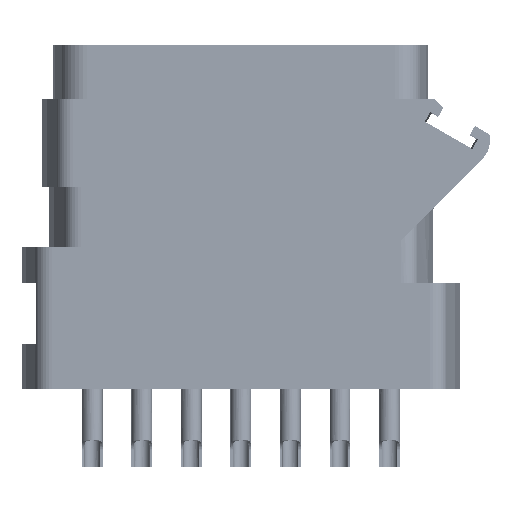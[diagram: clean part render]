
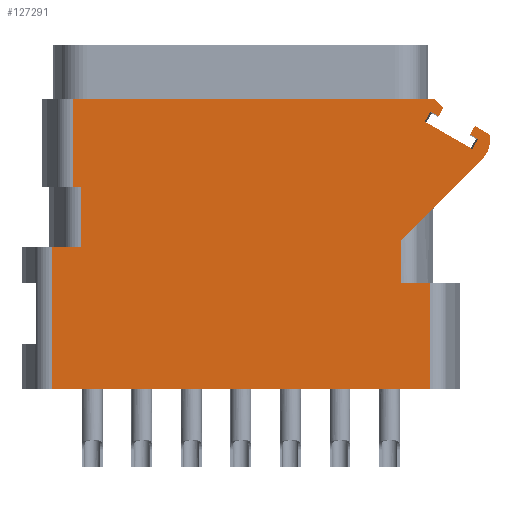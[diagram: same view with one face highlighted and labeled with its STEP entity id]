
A CAD part, front view. The second image highlights one B-rep face of the part: STEP entity #127291.
In plain terms, the highlighted planar face has unit normal (0, -1, 0).
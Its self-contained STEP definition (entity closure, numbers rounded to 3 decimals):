
#1=DIRECTION('',(1.,0.,0.));
#2=VECTOR('',#1,21.35);
#3=CARTESIAN_POINT('',(-10.675,-5.,0.));
#4=LINE('',#3,#2);
#19=DIRECTION('',(0.,0.,-1.));
#20=VECTOR('',#19,8.);
#21=CARTESIAN_POINT('',(-10.675,-5.,8.));
#22=LINE('',#21,#20);
#55=DIRECTION('',(0.866,0.,-0.5));
#56=VECTOR('',#55,0.525);
#57=CARTESIAN_POINT('',(10.725,-5.,15.663));
#58=LINE('',#57,#56);
#59=DIRECTION('',(-0.866,0.,0.5));
#60=VECTOR('',#59,3.1);
#61=CARTESIAN_POINT('',(13.085,-5.,13.55));
#62=LINE('',#61,#60);
#63=DIRECTION('',(0.866,0.,-0.5));
#64=VECTOR('',#63,0.525);
#65=CARTESIAN_POINT('',(12.955,-5.,14.375));
#66=LINE('',#65,#64);
#67=DIRECTION('',(-0.5,0.,-0.866));
#68=VECTOR('',#67,0.55);
#69=CARTESIAN_POINT('',(13.23,-5.,14.852));
#70=LINE('',#69,#68);
#71=DIRECTION('',(-0.866,0.,0.5));
#72=VECTOR('',#71,0.947);
#73=CARTESIAN_POINT('',(14.05,-5.,14.378));
#74=LINE('',#73,#72);
#75=CARTESIAN_POINT('',(12.588,-5.,14.043));
#76=DIRECTION('',(0.,-1.,0.));
#77=DIRECTION('',(0.707,0.,-0.707));
#78=AXIS2_PLACEMENT_3D('',#75,#76,#77);
#80=DIRECTION('',(1.,0.,0.));
#81=VECTOR('',#80,20.392);
#82=CARTESIAN_POINT('',(-9.492,-5.,16.4));
#83=LINE('',#82,#81);
#84=DIRECTION('',(-0.727,0.,0.686));
#85=VECTOR('',#84,0.763);
#86=CARTESIAN_POINT('',(11.455,-5.,15.877));
#87=LINE('',#86,#85);
#88=DIRECTION('',(0.5,0.,0.866));
#89=VECTOR('',#88,0.55);
#90=CARTESIAN_POINT('',(11.18,-5.,15.4));
#91=LINE('',#90,#89);
#201=DIRECTION('',(0.,0.,-1.));
#202=VECTOR('',#201,5.);
#203=CARTESIAN_POINT('',(-9.492,-5.,16.4));
#204=LINE('',#203,#202);
#210=DIRECTION('',(1.,0.,0.));
#211=VECTOR('',#210,0.436);
#212=CARTESIAN_POINT('',(-9.492,-5.,11.4));
#213=LINE('',#212,#211);
#237=DIRECTION('',(0.,0.,-1.));
#238=VECTOR('',#237,3.4);
#239=CARTESIAN_POINT('',(-9.056,-5.,11.4));
#240=LINE('',#239,#238);
#255=DIRECTION('',(-1.,0.,0.));
#256=VECTOR('',#255,1.619);
#257=CARTESIAN_POINT('',(-9.056,-5.,8.));
#258=LINE('',#257,#256);
#97900=DIRECTION('',(0.,0.,-1.));
#97901=VECTOR('',#97900,6.);
#97902=CARTESIAN_POINT('',(10.675,-5.,6.));
#97903=LINE('',#97902,#97901);
#97932=DIRECTION('',(-1.,0.,0.));
#97933=VECTOR('',#97932,1.619);
#97934=CARTESIAN_POINT('',(10.675,-5.,6.));
#97935=LINE('',#97934,#97933);
#97945=DIRECTION('',(0.,0.,1.));
#97946=VECTOR('',#97945,2.39);
#97947=CARTESIAN_POINT('',(9.056,-5.,6.));
#97948=LINE('',#97947,#97946);
#97999=DIRECTION('',(0.707,0.,0.707));
#98000=VECTOR('',#97999,6.495);
#98001=CARTESIAN_POINT('',(9.056,-5.,8.39));
#98002=LINE('',#98001,#98000);
#98070=DIRECTION('',(-0.5,0.,-0.866));
#98071=VECTOR('',#98070,0.65);
#98072=CARTESIAN_POINT('',(13.41,-5.,14.113));
#98073=LINE('',#98072,#98071);
#98098=DIRECTION('',(0.5,0.,0.866));
#98099=VECTOR('',#98098,0.65);
#98100=CARTESIAN_POINT('',(10.4,-5.,15.1));
#98101=LINE('',#98100,#98099);
#104130=CARTESIAN_POINT('',(13.649,-5.,12.983));
#104131=CARTESIAN_POINT('',(14.05,-5.,14.378));
#104132=VERTEX_POINT('',#104130);
#104133=VERTEX_POINT('',#104131);
#104134=CARTESIAN_POINT('',(13.23,-5.,14.852));
#104135=VERTEX_POINT('',#104134);
#104728=CARTESIAN_POINT('',(10.675,-5.,6.));
#104729=CARTESIAN_POINT('',(10.675,-5.,0.));
#104730=VERTEX_POINT('',#104728);
#104731=VERTEX_POINT('',#104729);
#104750=CARTESIAN_POINT('',(-10.675,-5.,0.));
#104751=VERTEX_POINT('',#104750);
#104758=CARTESIAN_POINT('',(-10.675,-5.,8.));
#104759=VERTEX_POINT('',#104758);
#104780=CARTESIAN_POINT('',(9.056,-5.,6.));
#104781=CARTESIAN_POINT('',(9.056,-5.,8.39));
#104782=VERTEX_POINT('',#104780);
#104783=VERTEX_POINT('',#104781);
#104796=CARTESIAN_POINT('',(-9.056,-5.,11.4));
#104797=CARTESIAN_POINT('',(-9.056,-5.,8.));
#104798=VERTEX_POINT('',#104796);
#104799=VERTEX_POINT('',#104797);
#104812=CARTESIAN_POINT('',(-9.492,-5.,16.4));
#104813=VERTEX_POINT('',#104812);
#104814=CARTESIAN_POINT('',(-9.492,-5.,11.4));
#104815=VERTEX_POINT('',#104814);
#104826=CARTESIAN_POINT('',(10.9,-5.,16.4));
#104827=VERTEX_POINT('',#104826);
#104830=CARTESIAN_POINT('',(11.455,-5.,15.877));
#104831=VERTEX_POINT('',#104830);
#104832=CARTESIAN_POINT('',(10.4,-5.,15.1));
#104834=VERTEX_POINT('',#104832);
#104842=CARTESIAN_POINT('',(13.085,-5.,13.55));
#104843=VERTEX_POINT('',#104842);
#104844=CARTESIAN_POINT('',(10.725,-5.,15.663));
#104845=CARTESIAN_POINT('',(11.18,-5.,15.4));
#104846=VERTEX_POINT('',#104844);
#104847=VERTEX_POINT('',#104845);
#104848=CARTESIAN_POINT('',(12.955,-5.,14.375));
#104849=CARTESIAN_POINT('',(13.41,-5.,14.113));
#104850=VERTEX_POINT('',#104848);
#104851=VERTEX_POINT('',#104849);
#127244=CARTESIAN_POINT('',(-11.347,-5.,0.));
#127245=DIRECTION('',(0.,-1.,0.));
#127246=DIRECTION('',(1.,0.,0.));
#127247=AXIS2_PLACEMENT_3D('',#127244,#127245,#127246);
#127248=PLANE('',#127247);
#127250=ORIENTED_EDGE('',*,*,#127249,.F.);
#127252=ORIENTED_EDGE('',*,*,#127251,.F.);
#127254=ORIENTED_EDGE('',*,*,#127253,.F.);
#127256=ORIENTED_EDGE('',*,*,#127255,.F.);
#127258=ORIENTED_EDGE('',*,*,#127257,.F.);
#127260=ORIENTED_EDGE('',*,*,#127259,.F.);
#127262=ORIENTED_EDGE('',*,*,#127261,.F.);
#127264=ORIENTED_EDGE('',*,*,#127263,.F.);
#127266=ORIENTED_EDGE('',*,*,#127265,.F.);
#127268=ORIENTED_EDGE('',*,*,#127267,.F.);
#127270=ORIENTED_EDGE('',*,*,#127269,.F.);
#127272=ORIENTED_EDGE('',*,*,#127271,.T.);
#127273=ORIENTED_EDGE('',*,*,#127078,.F.);
#127274=ORIENTED_EDGE('',*,*,#127226,.F.);
#127276=ORIENTED_EDGE('',*,*,#127275,.F.);
#127278=ORIENTED_EDGE('',*,*,#127277,.F.);
#127280=ORIENTED_EDGE('',*,*,#127279,.F.);
#127282=ORIENTED_EDGE('',*,*,#127281,.F.);
#127284=ORIENTED_EDGE('',*,*,#127283,.T.);
#127286=ORIENTED_EDGE('',*,*,#127285,.F.);
#127288=ORIENTED_EDGE('',*,*,#127287,.F.);
#127289=EDGE_LOOP('',(#127250,#127252,#127254,#127256,#127258,#127260,#127262,
#127264,#127266,#127268,#127270,#127272,#127273,#127274,#127276,#127278,#127280,
#127282,#127284,#127286,#127288));
#127290=FACE_OUTER_BOUND('',#127289,.F.);
#127291=ADVANCED_FACE('',(#127290),#127248,.T.);
#79=CIRCLE('',#78,1.5);
#127078=EDGE_CURVE('',#104751,#104731,#4,.T.);
#127226=EDGE_CURVE('',#104759,#104751,#22,.T.);
#127249=EDGE_CURVE('',#104846,#104847,#58,.T.);
#127251=EDGE_CURVE('',#104834,#104846,#98101,.T.);
#127253=EDGE_CURVE('',#104843,#104834,#62,.T.);
#127255=EDGE_CURVE('',#104851,#104843,#98073,.T.);
#127257=EDGE_CURVE('',#104850,#104851,#66,.T.);
#127259=EDGE_CURVE('',#104135,#104850,#70,.T.);
#127261=EDGE_CURVE('',#104133,#104135,#74,.T.);
#127263=EDGE_CURVE('',#104132,#104133,#79,.T.);
#127265=EDGE_CURVE('',#104783,#104132,#98002,.T.);
#127267=EDGE_CURVE('',#104782,#104783,#97948,.T.);
#127269=EDGE_CURVE('',#104730,#104782,#97935,.T.);
#127271=EDGE_CURVE('',#104730,#104731,#97903,.T.);
#127275=EDGE_CURVE('',#104799,#104759,#258,.T.);
#127277=EDGE_CURVE('',#104798,#104799,#240,.T.);
#127279=EDGE_CURVE('',#104815,#104798,#213,.T.);
#127281=EDGE_CURVE('',#104813,#104815,#204,.T.);
#127283=EDGE_CURVE('',#104813,#104827,#83,.T.);
#127285=EDGE_CURVE('',#104831,#104827,#87,.T.);
#127287=EDGE_CURVE('',#104847,#104831,#91,.T.);
